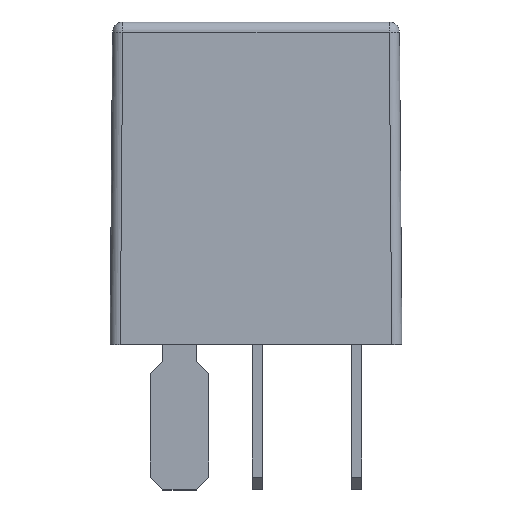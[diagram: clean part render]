
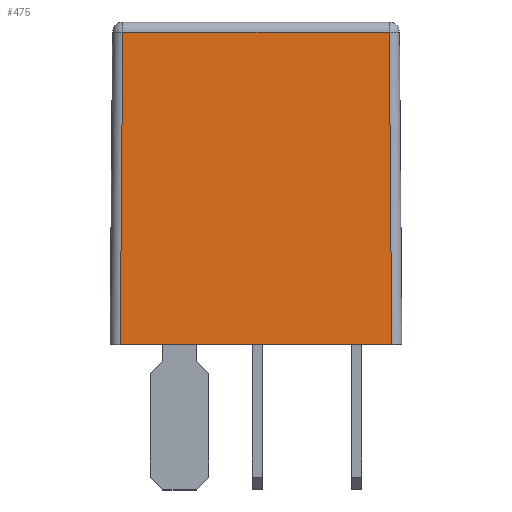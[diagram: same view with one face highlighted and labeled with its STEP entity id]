
A CAD part, top view. The second image highlights one B-rep face of the part: STEP entity #475.
In plain terms, the highlighted planar face has unit normal (0, 0.007, 1).
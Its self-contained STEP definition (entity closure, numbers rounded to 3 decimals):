
#27 = CARTESIAN_POINT ( 'NONE',  ( -11.25, 24.506, 7.57 ) ) ;
#80 = CARTESIAN_POINT ( 'NONE',  ( -10.65, 0., 7.749 ) ) ;
#332 = VERTEX_POINT ( 'NONE', #802 ) ;
#365 = VERTEX_POINT ( 'NONE', #80 ) ;
#427 = EDGE_CURVE ( 'NONE', #1556, #365, #1480, .T. ) ;
#436 = VECTOR ( 'NONE', #610, 1000. ) ;
#454 = VERTEX_POINT ( 'NONE', #1267 ) ;
#470 = DIRECTION ( 'NONE',  ( -1., 0., 0. ) ) ;
#475 = ADVANCED_FACE ( 'NONE', ( #1801 ), #1747, .F. ) ;
#610 = DIRECTION ( 'NONE',  ( -1., 0., 0. ) ) ;
#651 = EDGE_CURVE ( 'NONE', #454, #365, #933, .T. ) ;
#661 = ORIENTED_EDGE ( 'NONE', *, *, #1691, .T. ) ;
#673 = CARTESIAN_POINT ( 'NONE',  ( -10.435, 27.222, 7.55 ) ) ;
#707 = ORIENTED_EDGE ( 'NONE', *, *, #651, .F. ) ;
#728 = AXIS2_PLACEMENT_3D ( 'NONE', #978, #1127, #1436 ) ;
#802 = CARTESIAN_POINT ( 'NONE',  ( 10.456, 24.506, 7.571 ) ) ;
#839 = EDGE_CURVE ( 'NONE', #332, #1556, #991, .T. ) ;
#909 = VECTOR ( 'NONE', #1720, 1000. ) ;
#933 = LINE ( 'NONE', #1061, #436 ) ;
#957 = LINE ( 'NONE', #1737, #1145 ) ;
#978 = CARTESIAN_POINT ( 'NONE',  ( -11.755, 27.232, 7.55 ) ) ;
#991 = LINE ( 'NONE', #27, #1758 ) ;
#1061 = CARTESIAN_POINT ( 'NONE',  ( 0., 0., 7.749 ) ) ;
#1127 = DIRECTION ( 'NONE',  ( 0., -0.007, -1. ) ) ;
#1145 = VECTOR ( 'NONE', #1261, 1000. ) ;
#1149 = ORIENTED_EDGE ( 'NONE', *, *, #427, .T. ) ;
#1150 = EDGE_LOOP ( 'NONE', ( #707, #661, #1505, #1149 ) ) ;
#1261 = DIRECTION ( 'NONE',  ( -0.008, 1., -0.007 ) ) ;
#1267 = CARTESIAN_POINT ( 'NONE',  ( 10.65, 0., 7.75 ) ) ;
#1330 = CARTESIAN_POINT ( 'NONE',  ( -10.456, 24.506, 7.57 ) ) ;
#1436 = DIRECTION ( 'NONE',  ( 0., 1., -0.007 ) ) ;
#1480 = LINE ( 'NONE', #673, #909 ) ;
#1505 = ORIENTED_EDGE ( 'NONE', *, *, #839, .T. ) ;
#1556 = VERTEX_POINT ( 'NONE', #1330 ) ;
#1691 = EDGE_CURVE ( 'NONE', #454, #332, #957, .T. ) ;
#1720 = DIRECTION ( 'NONE',  ( -0.008, -1., 0.007 ) ) ;
#1737 = CARTESIAN_POINT ( 'NONE',  ( 10.433, 27.407, 7.55 ) ) ;
#1747 = PLANE ( 'NONE',  #728 ) ;
#1758 = VECTOR ( 'NONE', #470, 1000. ) ;
#1801 = FACE_OUTER_BOUND ( 'NONE', #1150, .T. ) ;
